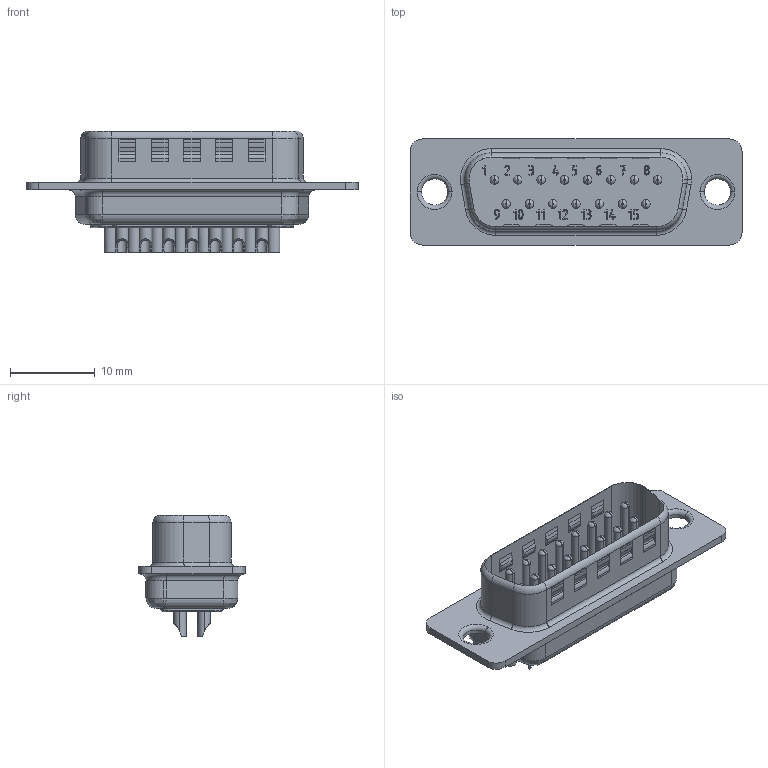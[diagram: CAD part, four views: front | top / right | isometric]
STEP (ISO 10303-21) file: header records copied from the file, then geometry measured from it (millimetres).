
FILE_DESCRIPTION(/* description */ (''),/* implementation_level */ '2;1');
FILE_NAME(/* name */ '100183111ugm000_b.stp',/* time_stamp */ '2018-04-16T10:58:46+02:00',/* author */ (''),/* organization */ (''),/* preprocessor_version */ 'ST-DEVELOPER v16',/* originating_system */ 'SIEMENS PLM Software NX 10.0',/* authorisation */ '');
FILE_SCHEMA (('AUTOMOTIVE_DESIGN { 1 0 10303 214 3 1 1 1 }'));
Products named in the file (1): 100183111ugm000_b
Bounding box: 39.1 x 12.5 x 14.29 mm (x, y, z)
Volume: 1789.5 mm3; surface area: 2675.7 mm2
Topology: 1 solids, 1 shells, 1401 faces, 3726 edges, 2435 vertices
Faces by surface type: plane 571, bspline 489, cylinder 268, cone 35, torus 24, sphere 8, extrusion 6
Full cylindrical faces by diameter (mm): 0.134 x1, 0.197 x1
Entity records: 68964 total; most frequent: CARTESIAN_POINT 27685, ORIENTED_EDGE 7388, DIRECTION 4941, EDGE_CURVE 3694, VERTEX_POINT 2434, VECTOR 2025, LINE 2019, EDGE_LOOP 1544
